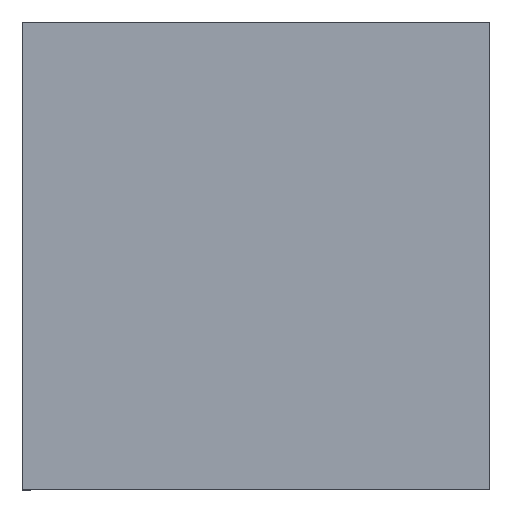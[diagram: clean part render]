
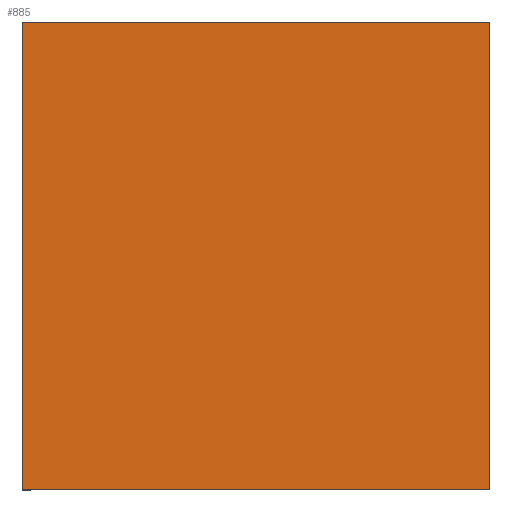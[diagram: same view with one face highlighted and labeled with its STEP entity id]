
A CAD part, top view. The second image highlights one B-rep face of the part: STEP entity #885.
In plain terms, the highlighted planar face has unit normal (0, 0, 1).
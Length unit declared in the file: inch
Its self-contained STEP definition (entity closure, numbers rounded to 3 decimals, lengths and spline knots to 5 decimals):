
#59=FACE_OUTER_BOUND('',#104,.T.);
#104=EDGE_LOOP('',(#757,#758,#759,#760));
#160=LINE('',#1279,#282);
#222=LINE('',#1402,#344);
#225=LINE('',#1407,#347);
#227=LINE('',#1410,#349);
#282=VECTOR('',#1047,0.3937);
#344=VECTOR('',#1151,0.3937);
#347=VECTOR('',#1156,0.3937);
#349=VECTOR('',#1160,0.3937);
#388=VERTEX_POINT('',#1276);
#389=VERTEX_POINT('',#1278);
#428=VERTEX_POINT('',#1399);
#429=VERTEX_POINT('',#1401);
#484=EDGE_CURVE('',#388,#389,#160,.T.);
#546=EDGE_CURVE('',#428,#429,#222,.T.);
#549=EDGE_CURVE('',#429,#388,#225,.T.);
#551=EDGE_CURVE('',#389,#428,#227,.T.);
#757=ORIENTED_EDGE('',*,*,#546,.F.);
#758=ORIENTED_EDGE('',*,*,#551,.F.);
#759=ORIENTED_EDGE('',*,*,#484,.F.);
#760=ORIENTED_EDGE('',*,*,#549,.F.);
#840=PLANE('',#950);
#885=ADVANCED_FACE('',(#59),#840,.T.);
#950=AXIS2_PLACEMENT_3D('',#1412,#1162,#1163);
#1047=DIRECTION('',(0.,1.,0.));
#1151=DIRECTION('',(0.,-1.,0.));
#1156=DIRECTION('',(-1.,0.,0.));
#1160=DIRECTION('',(1.,0.,0.));
#1162=DIRECTION('center_axis',(0.,0.,1.));
#1163=DIRECTION('ref_axis',(1.,0.,0.));
#1276=CARTESIAN_POINT('',(-0.14764,-0.14764,0.09055));
#1278=CARTESIAN_POINT('',(-0.14764,0.14764,0.09055));
#1279=CARTESIAN_POINT('',(-0.14764,-0.14764,0.09055));
#1399=CARTESIAN_POINT('',(0.14764,0.14764,0.09055));
#1401=CARTESIAN_POINT('',(0.14764,-0.14764,0.09055));
#1402=CARTESIAN_POINT('',(0.14764,0.14764,0.09055));
#1407=CARTESIAN_POINT('',(0.14764,-0.14764,0.09055));
#1410=CARTESIAN_POINT('',(-0.14764,0.14764,0.09055));
#1412=CARTESIAN_POINT('Origin',(0.,0.,
0.09055));
